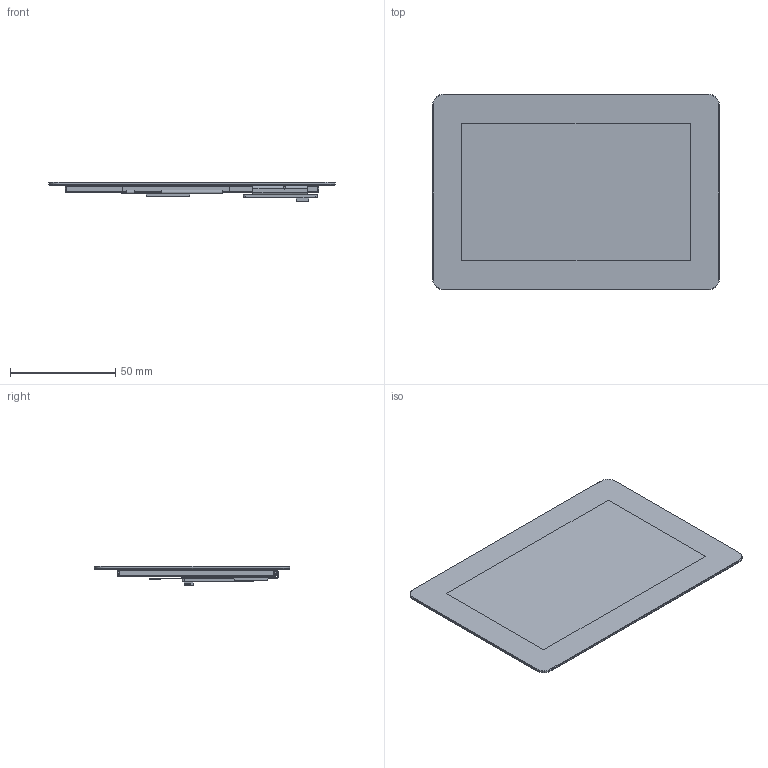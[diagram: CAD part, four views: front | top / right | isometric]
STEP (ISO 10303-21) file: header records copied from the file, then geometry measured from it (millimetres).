
FILE_DESCRIPTION(/* description */ (''),/* implementation_level */ '2;1');
FILE_NAME(/* name */ '3D_RVT50HQLNWC00-B_Rev.1.0.stp',/* time_stamp */ '2022-10-14T15:54:14+02:00',/* author */ ('Mateusz Natywa'),/* organization */ (''),/* preprocessor_version */ 'ST-DEVELOPER v17',/* originating_system */ 'Autodesk Inventor 2019',/* authorisation */ '');
FILE_SCHEMA (('AUTOMOTIVE_DESIGN { 1 0 10303 214 3 1 1 }'));
Length unit declared in the file: millimetre
Products named in the file (12): RVT50HQTNWC00-B_Rev.1.0; Assembly1; CG; SCA; SENSOR; FPC; DST; OCA; TFT; DISP; FPC_1; TAPE
Assembly tree (11 placements, depth 3):
  RVT50HQTNWC00-B_Rev.1.0
    Assembly1
      CG
      SCA
      SENSOR
      FPC
      DST
      OCA
    TFT
      DISP
      FPC_1
      TAPE
Bounding box: 136 x 92.8 x 9.19 mm (x, y, z)
Volume: 49482.8 mm3; surface area: 131858 mm2
Topology: 16 solids, 16 shells, 498 faces, 1345 edges, 881 vertices
Faces by surface type: plane 413, cylinder 65, cone 8, bspline 7, sphere 5
Entity records: 16067 total; most frequent: CARTESIAN_POINT 2853, ORIENTED_EDGE 2686, DIRECTION 2509, EDGE_CURVE 1343, LINE 1189, VECTOR 1189, VERTEX_POINT 881, AXIS2_PLACEMENT_3D 660
